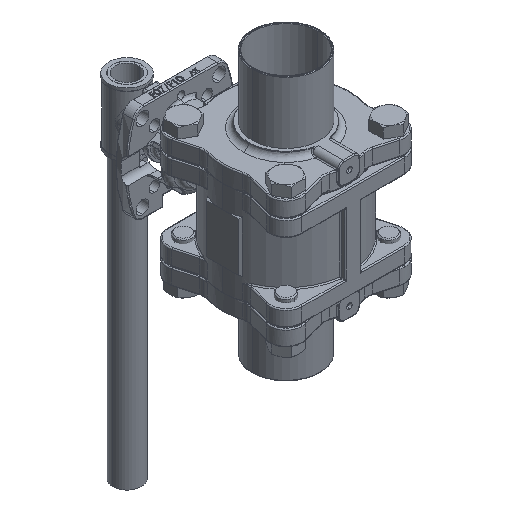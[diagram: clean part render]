
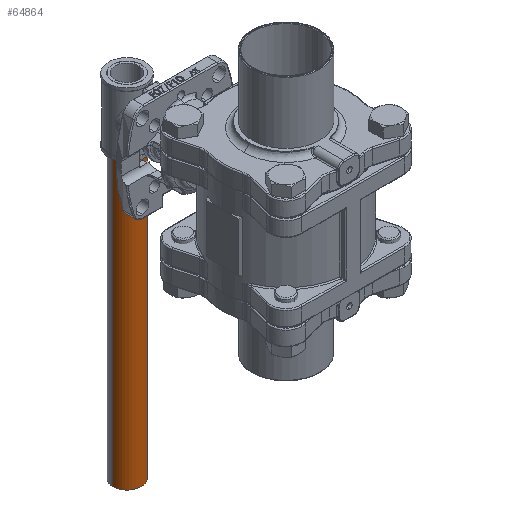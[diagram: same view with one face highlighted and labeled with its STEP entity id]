
A CAD part, isometric view. The second image highlights one B-rep face of the part: STEP entity #64864.
In plain terms, the highlighted cylindrical face has radius 13.35 mm (diameter 26.7 mm), a partial arc.
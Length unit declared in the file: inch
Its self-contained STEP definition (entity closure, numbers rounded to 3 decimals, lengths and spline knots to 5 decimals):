
#471 = CARTESIAN_POINT ( 'NONE',  ( 0., 5.87402, -11.81102 ) ) ;
#1268 = EDGE_CURVE ( 'NONE', #2200, #7386, #16163, .T. ) ;
#1322 = CARTESIAN_POINT ( 'NONE',  ( -0.52559, 5.87402, 1.1811 ) ) ;
#1878 = AXIS2_PLACEMENT_3D ( 'NONE', #31455, #31679, #42222 ) ;
#2200 = VERTEX_POINT ( 'NONE', #21960 ) ;
#5751 = DIRECTION ( 'NONE',  ( 1., 0., 0. ) ) ;
#7386 = VERTEX_POINT ( 'NONE', #23415 ) ;
#7805 = AXIS2_PLACEMENT_3D ( 'NONE', #471, #37340, #5751 ) ;
#7814 = FACE_OUTER_BOUND ( 'NONE', #49694, .T. ) ;
#9970 = EDGE_CURVE ( 'NONE', #48465, #36267, #62890, .T. ) ;
#14575 = CARTESIAN_POINT ( 'NONE',  ( 0.52559, 5.87402, 1.1811 ) ) ;
#16163 = LINE ( 'NONE', #1322, #28516 ) ;
#20941 = VECTOR ( 'NONE', #46562, 39.37008 ) ;
#21421 = AXIS2_PLACEMENT_3D ( 'NONE', #61921, #50891, #66767 ) ;
#21960 = CARTESIAN_POINT ( 'NONE',  ( -0.52559, 5.87402, 1.1811 ) ) ;
#23415 = CARTESIAN_POINT ( 'NONE',  ( -0.52559, 5.87402, -11.81102 ) ) ;
#28516 = VECTOR ( 'NONE', #64605, 39.37008 ) ;
#31455 = CARTESIAN_POINT ( 'NONE',  ( 0., 5.87402, 1.1811 ) ) ;
#31679 = DIRECTION ( 'NONE',  ( 0., 0., -1. ) ) ;
#31733 = EDGE_CURVE ( 'NONE', #7386, #36267, #46867, .T. ) ;
#32203 = ORIENTED_EDGE ( 'NONE', *, *, #31733, .T. ) ;
#36267 = VERTEX_POINT ( 'NONE', #55313 ) ;
#37340 = DIRECTION ( 'NONE',  ( 0., 0., 1. ) ) ;
#42222 = DIRECTION ( 'NONE',  ( -1., 0., 0. ) ) ;
#46562 = DIRECTION ( 'NONE',  ( 0., 0., -1. ) ) ;
#46867 = CIRCLE ( 'NONE', #7805, 0.52559 ) ;
#48465 = VERTEX_POINT ( 'NONE', #58460 ) ;
#49694 = EDGE_LOOP ( 'NONE', ( #51430, #54776, #58484, #32203 ) ) ;
#50891 = DIRECTION ( 'NONE',  ( 0., 0., 1. ) ) ;
#51206 = CIRCLE ( 'NONE', #21421, 0.52559 ) ;
#51430 = ORIENTED_EDGE ( 'NONE', *, *, #9970, .F. ) ;
#54776 = ORIENTED_EDGE ( 'NONE', *, *, #65665, .F. ) ;
#55313 = CARTESIAN_POINT ( 'NONE',  ( 0.52559, 5.87402, -11.81102 ) ) ;
#58460 = CARTESIAN_POINT ( 'NONE',  ( 0.52559, 5.87402, 1.1811 ) ) ;
#58484 = ORIENTED_EDGE ( 'NONE', *, *, #1268, .T. ) ;
#61921 = CARTESIAN_POINT ( 'NONE',  ( 0., 5.87402, 1.1811 ) ) ;
#62890 = LINE ( 'NONE', #14575, #20941 ) ;
#64605 = DIRECTION ( 'NONE',  ( 0., 0., -1. ) ) ;
#64864 = ADVANCED_FACE ( 'NONE', ( #7814 ), #66264, .T. ) ;
#65665 = EDGE_CURVE ( 'NONE', #2200, #48465, #51206, .T. ) ;
#66264 = CYLINDRICAL_SURFACE ( 'NONE', #1878, 0.52559 ) ;
#66767 = DIRECTION ( 'NONE',  ( 1., 0., 0. ) ) ;
